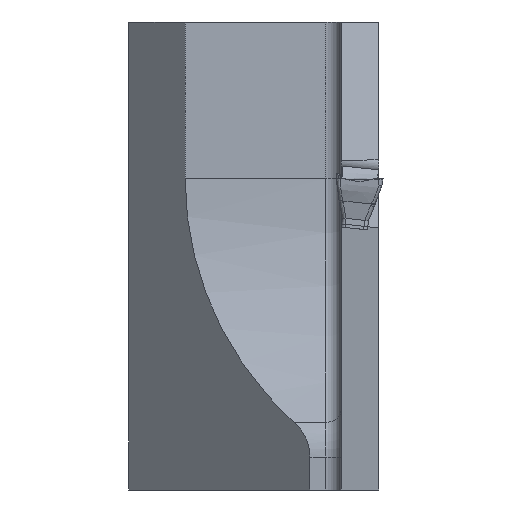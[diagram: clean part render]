
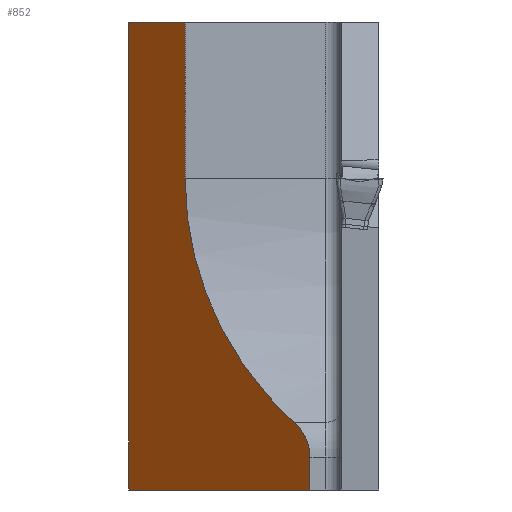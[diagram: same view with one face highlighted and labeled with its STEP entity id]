
A CAD part, left-side view. The second image highlights one B-rep face of the part: STEP entity #852.
In plain terms, the highlighted planar face has unit normal (-0.707, 0.707, 0).
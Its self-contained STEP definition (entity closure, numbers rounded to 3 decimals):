
#852=ADVANCED_FACE('',(#1021),#965,.F.);
#965=PLANE('',#2665);
#1021=FACE_OUTER_BOUND('',#1140,.T.);
#1140=EDGE_LOOP('',(#1425,#1426,#1427,#1428,#1429,#1430,#1431));
#1238=ELLIPSE('',#2651,4.243,3.);
#1239=ELLIPSE('',#2654,29.698,21.);
#1425=ORIENTED_EDGE('',*,*,#2157,.F.);
#1426=ORIENTED_EDGE('',*,*,#2101,.F.);
#1427=ORIENTED_EDGE('',*,*,#2106,.F.);
#1428=ORIENTED_EDGE('',*,*,#2094,.F.);
#1429=ORIENTED_EDGE('',*,*,#2149,.F.);
#1430=ORIENTED_EDGE('',*,*,#2152,.F.);
#1431=ORIENTED_EDGE('',*,*,#2155,.F.);
#1894=VERTEX_POINT('',#3073);
#1895=VERTEX_POINT('',#3075);
#1900=VERTEX_POINT('',#3087);
#1901=VERTEX_POINT('',#3089);
#1924=VERTEX_POINT('',#3184);
#1926=VERTEX_POINT('',#3190);
#1928=VERTEX_POINT('',#3196);
#2094=EDGE_CURVE('',#1894,#1895,#2399,.T.);
#2101=EDGE_CURVE('',#1900,#1901,#2406,.T.);
#2106=EDGE_CURVE('',#1895,#1900,#2410,.T.);
#2149=EDGE_CURVE('',#1924,#1894,#2453,.T.);
#2152=EDGE_CURVE('',#1926,#1924,#1238,.T.);
#2155=EDGE_CURVE('',#1928,#1926,#1239,.T.);
#2157=EDGE_CURVE('',#1901,#1928,#2457,.T.);
#2399=LINE('',#3074,#2519);
#2406=LINE('',#3088,#2526);
#2410=LINE('',#3098,#2530);
#2453=LINE('',#3185,#2573);
#2457=LINE('',#3200,#2577);
#2519=VECTOR('',#2751,1.);
#2526=VECTOR('',#2760,1.);
#2530=VECTOR('',#2770,1.);
#2573=VECTOR('',#2859,1.);
#2577=VECTOR('',#2877,1.);
#2651=AXIS2_PLACEMENT_3D('',#3191,#2864,#2865);
#2654=AXIS2_PLACEMENT_3D('',#3197,#2871,#2872);
#2665=AXIS2_PLACEMENT_3D('',#3210,#2895,#2896);
#2751=DIRECTION('',(0.707,0.707,0.));
#2760=DIRECTION('',(-0.707,-0.707,0.));
#2770=DIRECTION('',(0.,0.,1.));
#2859=DIRECTION('',(0.,0.,-1.));
#2864=DIRECTION('',(0.707,-0.707,0.));
#2865=DIRECTION('',(-0.707,-0.707,0.));
#2871=DIRECTION('',(-0.707,0.707,0.));
#2872=DIRECTION('',(-0.707,-0.707,0.));
#2877=DIRECTION('',(0.,0.,-1.));
#2895=DIRECTION('',(0.707,-0.707,0.));
#2896=DIRECTION('',(0.707,0.707,0.));
#3073=CARTESIAN_POINT('',(11.,-11.6,-20.));
#3074=CARTESIAN_POINT('',(11.,-11.6,-20.));
#3075=CARTESIAN_POINT('',(22.6,0.,-20.));
#3087=CARTESIAN_POINT('',(22.6,0.,10.));
#3088=CARTESIAN_POINT('',(11.,-11.6,10.));
#3089=CARTESIAN_POINT('',(19.,-3.6,10.));
#3098=CARTESIAN_POINT('',(22.6,0.,-22.));
#3184=CARTESIAN_POINT('',(11.,-11.6,-17.889));
#3185=CARTESIAN_POINT('',(11.,-11.6,-22.));
#3190=CARTESIAN_POINT('',(12.,-10.6,-15.652));
#3191=CARTESIAN_POINT('',(14.,-8.6,-17.889));
#3196=CARTESIAN_POINT('',(19.,-3.6,0.));
#3197=CARTESIAN_POINT('',(-2.,-24.6,0.));
#3200=CARTESIAN_POINT('',(19.,-3.6,-22.));
#3210=CARTESIAN_POINT('',(11.,-11.6,-22.));
